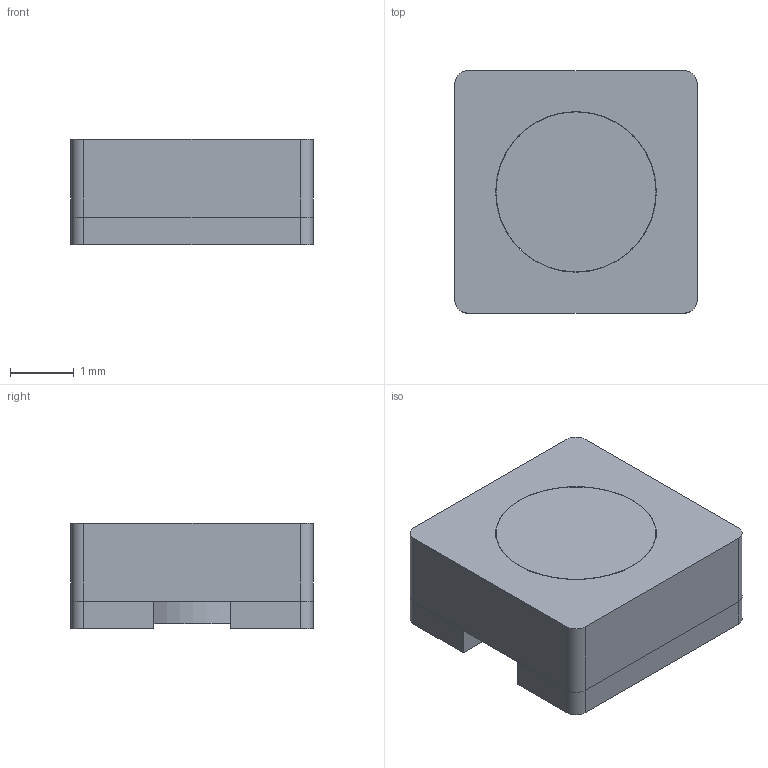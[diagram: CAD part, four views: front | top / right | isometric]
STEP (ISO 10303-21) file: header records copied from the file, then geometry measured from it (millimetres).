
FILE_DESCRIPTION(('FreeCAD Model'),'2;1');
FILE_NAME('Open CASCADE Shape Model','2022-11-30T15:16:09',( 'kicad StepUp'),('ksu MCAD'),'Open CASCADE STEP processor 7.5', 'FreeCAD','Unknown');
FILE_SCHEMA(('AUTOMOTIVE_DESIGN { 1 0 10303 214 1 1 1 1 }'));
Length unit declared in the file: millimetre
Products named in the file (1): WE-TPC_3816
Bounding box: 3.8 x 3.8 x 1.65 mm (x, y, z)
Volume: 20.5 mm3; surface area: 116.7 mm2
Topology: 6 solids, 6 shells, 61 faces, 135 edges, 88 vertices
Faces by surface type: plane 32, cylinder 19, bspline 7, torus 3
Full cylindrical faces by diameter (mm): 0.1 x2, 1.6 x1, 2.51 x1, 2.52 x1
Entity records: 3676 total; most frequent: CARTESIAN_POINT 1860, ORIENTED_EDGE 270, DIRECTION 266, EDGE_CURVE 135, AXIS2_PLACEMENT_3D 99, VERTEX_POINT 88, LINE 68, VECTOR 68
